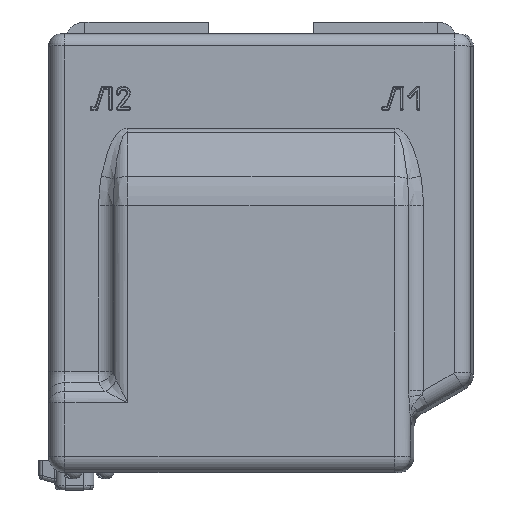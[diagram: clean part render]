
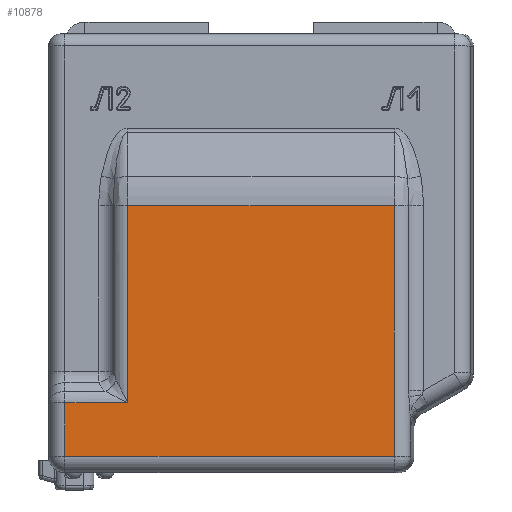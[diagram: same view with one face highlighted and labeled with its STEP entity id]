
A CAD part, top view. The second image highlights one B-rep face of the part: STEP entity #10878.
In plain terms, the highlighted planar face has unit normal (0, 0, 1).
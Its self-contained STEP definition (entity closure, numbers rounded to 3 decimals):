
#445 = CARTESIAN_POINT ( 'NONE',  ( -97.5, 34.686, 74. ) ) ;
#566 = CARTESIAN_POINT ( 'NONE',  ( -97.5, 8., 74. ) ) ;
#2886 = LINE ( 'NONE', #17348, #2893 ) ;
#2891 = LINE ( 'NONE', #17338, #2904 ) ;
#2893 = VECTOR ( 'NONE', #17312, 1000. ) ;
#2896 = LINE ( 'NONE', #17344, #2901 ) ;
#2901 = VECTOR ( 'NONE', #17346, 1000. ) ;
#2904 = VECTOR ( 'NONE', #17342, 1000. ) ;
#3179 = FACE_OUTER_BOUND ( 'NONE', #13097, .T. ) ;
#6879 = ORIENTED_EDGE ( 'NONE', *, *, #11843, .T. ) ;
#6906 = ORIENTED_EDGE ( 'NONE', *, *, #11648, .T. ) ;
#6914 = ORIENTED_EDGE ( 'NONE', *, *, #11644, .T. ) ;
#6930 = ORIENTED_EDGE ( 'NONE', *, *, #11818, .T. ) ;
#6934 = ORIENTED_EDGE ( 'NONE', *, *, #11837, .T. ) ;
#6966 = ORIENTED_EDGE ( 'NONE', *, *, #11646, .T. ) ;
#7393 = VERTEX_POINT ( 'NONE', #13640 ) ;
#7400 = VERTEX_POINT ( 'NONE', #13636 ) ;
#7424 = VERTEX_POINT ( 'NONE', #13698 ) ;
#7425 = VERTEX_POINT ( 'NONE', #13681 ) ;
#10878 = ADVANCED_FACE ( 'NONE', ( #3179 ), #24569, .F. ) ;
#11254 = LINE ( 'NONE', #18762, #11257 ) ;
#11257 = VECTOR ( 'NONE', #18752, 1000. ) ;
#11309 = VECTOR ( 'NONE', #18863, 1000. ) ;
#11322 = LINE ( 'NONE', #18814, #11332 ) ;
#11332 = VECTOR ( 'NONE', #18868, 1000. ) ;
#11343 = LINE ( 'NONE', #18879, #11309 ) ;
#11644 = EDGE_CURVE ( 'NONE', #7393, #7400, #2891, .T. ) ;
#11646 = EDGE_CURVE ( 'NONE', #7424, #7393, #2896, .T. ) ;
#11648 = EDGE_CURVE ( 'NONE', #7400, #7425, #2886, .T. ) ;
#11818 = EDGE_CURVE ( 'NONE', #7425, #13419, #11254, .T. ) ;
#11837 = EDGE_CURVE ( 'NONE', #14689, #7424, #11343, .T. ) ;
#11843 = EDGE_CURVE ( 'NONE', #13419, #14689, #11322, .T. ) ;
#13097 = EDGE_LOOP ( 'NONE', ( #6879, #6934, #6966, #6914, #6906, #6930 ) ) ;
#13419 = VERTEX_POINT ( 'NONE', #445 ) ;
#13636 = CARTESIAN_POINT ( 'NONE',  ( -66.269, 132.662, 74. ) ) ;
#13640 = CARTESIAN_POINT ( 'NONE',  ( 66.269, 132.662, 74. ) ) ;
#13681 = CARTESIAN_POINT ( 'NONE',  ( -66.269, 34.686, 74. ) ) ;
#13698 = CARTESIAN_POINT ( 'NONE',  ( 66.269, 8., 74. ) ) ;
#14689 = VERTEX_POINT ( 'NONE', #566 ) ;
#17312 = DIRECTION ( 'NONE',  ( 0., -1., 0. ) ) ;
#17338 = CARTESIAN_POINT ( 'NONE',  ( -105.5, 132.662, 74. ) ) ;
#17342 = DIRECTION ( 'NONE',  ( -1., 0., 0. ) ) ;
#17344 = CARTESIAN_POINT ( 'NONE',  ( 66.269, 218., 74. ) ) ;
#17346 = DIRECTION ( 'NONE',  ( 0., 1., 0. ) ) ;
#17348 = CARTESIAN_POINT ( 'NONE',  ( -66.269, 218., 74. ) ) ;
#18752 = DIRECTION ( 'NONE',  ( -1., 0., 0. ) ) ;
#18762 = CARTESIAN_POINT ( 'NONE',  ( -97.5, 34.686, 74. ) ) ;
#18814 = CARTESIAN_POINT ( 'NONE',  ( -97.5, 218., 74. ) ) ;
#18863 = DIRECTION ( 'NONE',  ( 1., 0., 0. ) ) ;
#18868 = DIRECTION ( 'NONE',  ( 0., -1., 0. ) ) ;
#18879 = CARTESIAN_POINT ( 'NONE',  ( -105.5, 8., 74. ) ) ;
#19362 = AXIS2_PLACEMENT_3D ( 'NONE', #24550, #24564, #24563 ) ;
#24550 = CARTESIAN_POINT ( 'NONE',  ( -105.5, 218., 74. ) ) ;
#24563 = DIRECTION ( 'NONE',  ( -1., 0., 0. ) ) ;
#24564 = DIRECTION ( 'NONE',  ( 0., 0., -1. ) ) ;
#24569 = PLANE ( 'NONE',  #19362 ) ;
